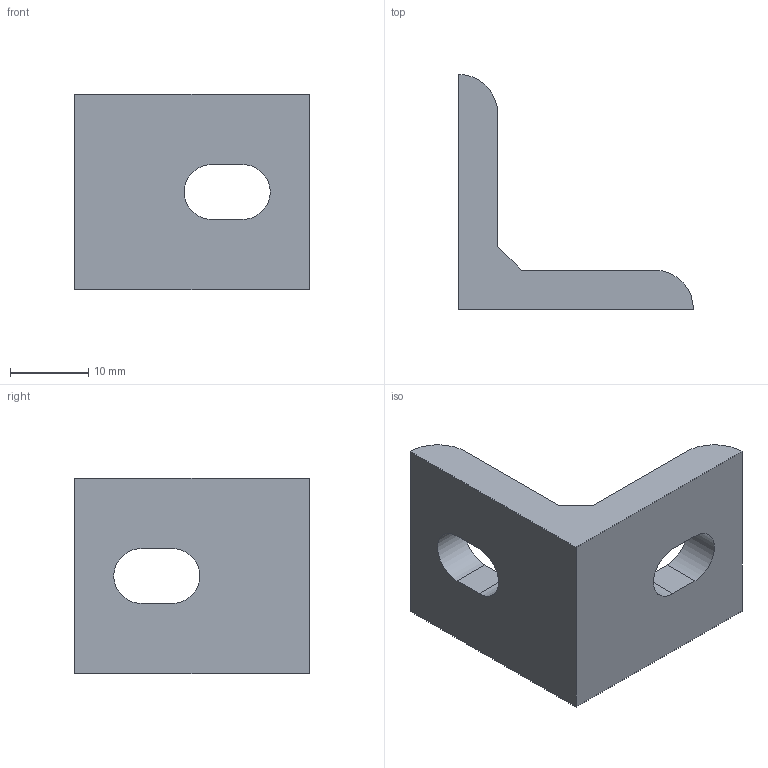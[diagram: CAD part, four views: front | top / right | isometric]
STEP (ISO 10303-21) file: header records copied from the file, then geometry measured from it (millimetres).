
FILE_DESCRIPTION(/* description */ (''),/* implementation_level */ '2;1');
FILE_NAME(/* name */ 'DAL3025-6.stp',/* time_stamp */ '2024-10-14T15:52:56+08:00',/* author */ ('1091212-1'),/* organization */ (''),/* preprocessor_version */ 'ST-DEVELOPER v15.6',/* originating_system */ 'Autodesk Inventor 2015',/* authorisation */ '');
FILE_SCHEMA (('AUTOMOTIVE_DESIGN { 1 0 10303 214 3 1 1 }'));
Length unit declared in the file: millimetre
Products named in the file (1): DAL3025-6
Bounding box: 30 x 30 x 25 mm (x, y, z)
Volume: 6054.4 mm3; surface area: 3420.3 mm2
Topology: 1 solids, 1 shells, 17 faces, 49 edges, 32 vertices
Faces by surface type: plane 11, cylinder 6
Entity records: 593 total; most frequent: DIRECTION 99, CARTESIAN_POINT 99, ORIENTED_EDGE 98, EDGE_CURVE 49, LINE 35, VECTOR 35, VERTEX_POINT 32, AXIS2_PLACEMENT_3D 32
